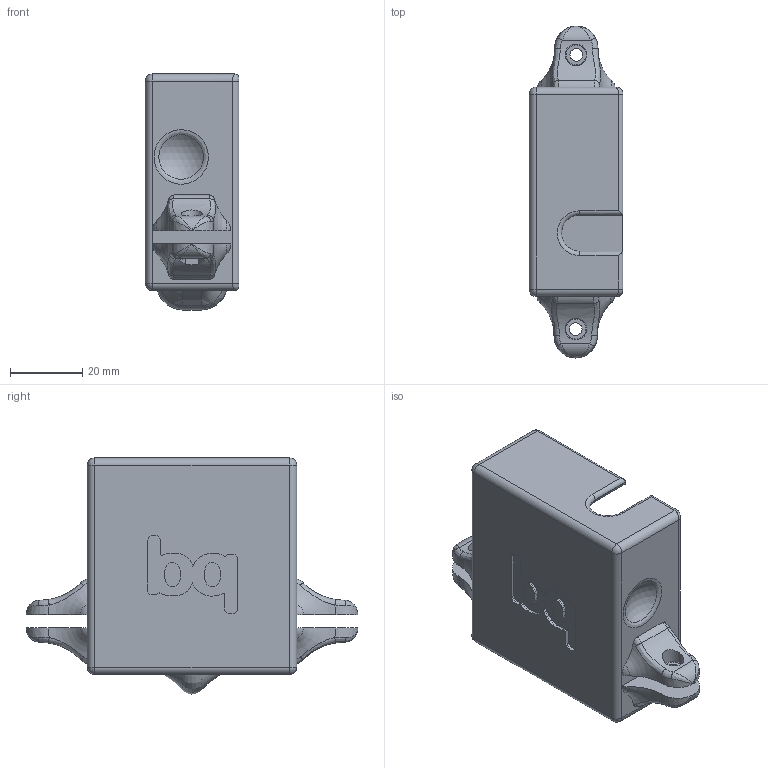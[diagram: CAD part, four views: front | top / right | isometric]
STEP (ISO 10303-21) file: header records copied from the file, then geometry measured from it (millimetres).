
FILE_DESCRIPTION(('FreeCAD Model'),'2;1');
FILE_NAME('Evolution_porta_portapilas.step', '2015-03-17T14:18:35',('Author'),(''), 'Open CASCADE STEP processor 6.7','FreeCAD','Unknown');
FILE_SCHEMA(('AUTOMOTIVE_DESIGN_CC2 { 1 2 10303 214 -1 1 5 4 }'));
Products named in the file (1): Soportes_portapilas
Bounding box: 26 x 92 x 65.42 mm (x, y, z)
Volume: 29445.2 mm3; surface area: 19671.8 mm2
Topology: 1 solids, 1 shells, 305 faces, 813 edges, 514 vertices
Faces by surface type: plane 190, cylinder 39, bspline 38, revolution 22, sphere 14, torus 2
Full cylindrical faces by diameter (mm): 3.5 x4, 6 x2
Entity records: 47069 total; most frequent: CARTESIAN_POINT 32387, DIRECTION 2305, ORIENTED_EDGE 1602, PCURVE 1602, DEFINITIONAL_REPRESENTATION 1602, LINE 1505, VECTOR 1505, EDGE_CURVE 801
